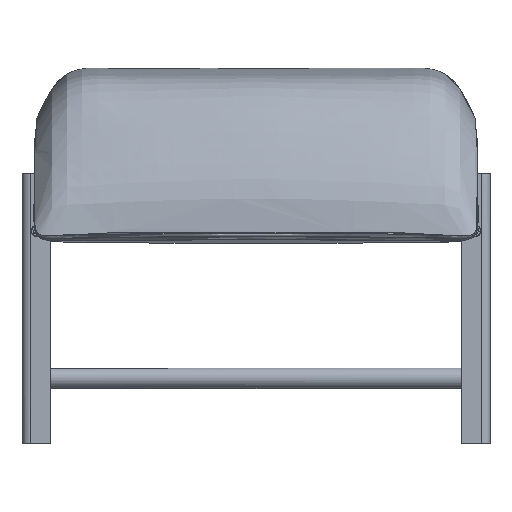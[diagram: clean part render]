
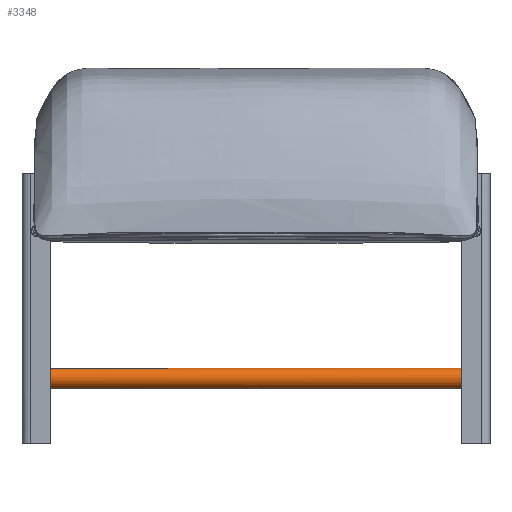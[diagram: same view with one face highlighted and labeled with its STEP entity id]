
A CAD part, left-side view. The second image highlights one B-rep face of the part: STEP entity #3348.
In plain terms, the highlighted cylindrical face has radius 12.5 mm (diameter 25 mm), a full revolution.
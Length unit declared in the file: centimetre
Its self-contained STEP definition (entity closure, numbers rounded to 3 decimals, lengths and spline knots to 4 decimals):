
#189=CYLINDRICAL_SURFACE('',#10382,1.25);
#1319=B_SPLINE_CURVE_WITH_KNOTS('',1,(#80982,#80983),.UNSPECIFIED.,.F.,
 .F.,(2,2),(5.012,55.012),.UNSPECIFIED.);
#3348=ADVANCED_FACE('',(#3790),#189,.T.);
#3790=FACE_OUTER_BOUND('',#4304,.T.);
#4304=EDGE_LOOP('',(#5812,#5813,#5814,#5815));
#5812=ORIENTED_EDGE('',*,*,#7541,.T.);
#5813=ORIENTED_EDGE('',*,*,#7543,.F.);
#5814=ORIENTED_EDGE('',*,*,#7542,.T.);
#5815=ORIENTED_EDGE('',*,*,#7543,.T.);
#7541=EDGE_CURVE('',#9678,#9678,#8236,.T.);
#7542=EDGE_CURVE('',#9679,#9679,#8237,.T.);
#7543=EDGE_CURVE('',#9679,#9678,#1319,.T.);
#8236=(
BOUNDED_CURVE()
B_SPLINE_CURVE(2,(#80964,#80965,#80966,#80967,#80968,#80969,#80970,#80971,
#80972),.UNSPECIFIED.,.T.,.F.)
B_SPLINE_CURVE_WITH_KNOTS((3,2,2,2,3),(0.,2.5,5.,7.5,10.),.UNSPECIFIED.)
CURVE()
GEOMETRIC_REPRESENTATION_ITEM()
RATIONAL_B_SPLINE_CURVE((1.,0.707,1.,0.707,1.,0.707,
1.,0.707,1.))
REPRESENTATION_ITEM('')
);
#8237=(
BOUNDED_CURVE()
B_SPLINE_CURVE(2,(#80973,#80974,#80975,#80976,#80977,#80978,#80979,#80980,
#80981),.UNSPECIFIED.,.T.,.F.)
B_SPLINE_CURVE_WITH_KNOTS((3,2,2,2,3),(0.,2.5,5.,7.5,10.),.UNSPECIFIED.)
CURVE()
GEOMETRIC_REPRESENTATION_ITEM()
RATIONAL_B_SPLINE_CURVE((1.,0.707,1.,0.707,1.,0.707,
1.,0.707,1.))
REPRESENTATION_ITEM('')
);
#9678=VERTEX_POINT('',#80962);
#9679=VERTEX_POINT('',#80963);
#10382=AXIS2_PLACEMENT_3D('',#80961,#10789,$);
#10789=DIRECTION('',(0.,1.,0.));
#80961=CARTESIAN_POINT('',(-51.75,28.5,8.));
#80962=CARTESIAN_POINT('',(-50.5,53.5,8.));
#80963=CARTESIAN_POINT('',(-50.5,3.5,8.));
#80964=CARTESIAN_POINT('',(-50.5,53.5,8.));
#80965=CARTESIAN_POINT('',(-50.5,53.5,9.25));
#80966=CARTESIAN_POINT('',(-51.75,53.5,9.25));
#80967=CARTESIAN_POINT('',(-53.,53.5,9.25));
#80968=CARTESIAN_POINT('',(-53.,53.5,8.));
#80969=CARTESIAN_POINT('',(-53.,53.5,6.75));
#80970=CARTESIAN_POINT('',(-51.75,53.5,6.75));
#80971=CARTESIAN_POINT('',(-50.5,53.5,6.75));
#80972=CARTESIAN_POINT('',(-50.5,53.5,8.));
#80973=CARTESIAN_POINT('',(-50.5,3.5,8.));
#80974=CARTESIAN_POINT('',(-50.5,3.5,6.75));
#80975=CARTESIAN_POINT('',(-51.75,3.5,6.75));
#80976=CARTESIAN_POINT('',(-53.,3.5,6.75));
#80977=CARTESIAN_POINT('',(-53.,3.5,8.));
#80978=CARTESIAN_POINT('',(-53.,3.5,9.25));
#80979=CARTESIAN_POINT('',(-51.75,3.5,9.25));
#80980=CARTESIAN_POINT('',(-50.5,3.5,9.25));
#80981=CARTESIAN_POINT('',(-50.5,3.5,8.));
#80982=CARTESIAN_POINT('',(-50.5,3.5,8.));
#80983=CARTESIAN_POINT('',(-50.5,53.5,8.));
